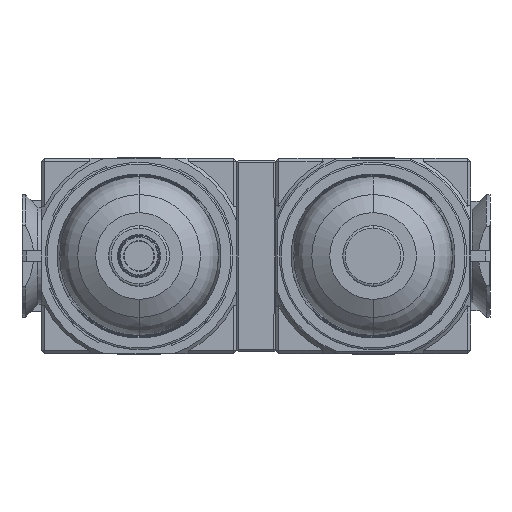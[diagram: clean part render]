
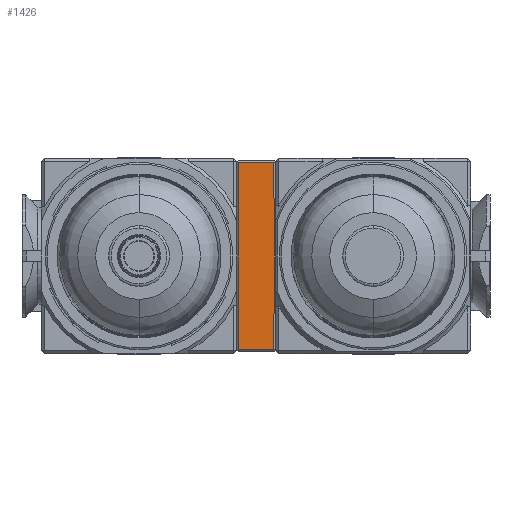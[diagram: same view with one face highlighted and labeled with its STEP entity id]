
A CAD part, front view. The second image highlights one B-rep face of the part: STEP entity #1426.
In plain terms, the highlighted planar face has unit normal (0, -1, 0).
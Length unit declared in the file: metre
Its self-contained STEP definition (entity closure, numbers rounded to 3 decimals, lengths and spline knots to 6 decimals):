
#1426=ADVANCED_FACE('88:94',(#4857),#4858,.F.);
#4857=FACE_OUTER_BOUND('',#10262,.T.);
#4858=PLANE('',#10263);
#10262=EDGE_LOOP('',(#25219,#25220,#25221,#25222,#25223,#25224));
#10263=AXIS2_PLACEMENT_3D('',#25225,#25226,#25227);
#25219=ORIENTED_EDGE('',*,*,#35038,.T.);
#25220=ORIENTED_EDGE('',*,*,#35063,.F.);
#25221=ORIENTED_EDGE('',*,*,#35064,.F.);
#25222=ORIENTED_EDGE('',*,*,#35065,.F.);
#25223=ORIENTED_EDGE('',*,*,#35052,.T.);
#25224=ORIENTED_EDGE('',*,*,#35043,.T.);
#25225=CARTESIAN_POINT('',(0.0316,-0.03108,0.030799));
#25226=DIRECTION('',(0.,1.0,0.));
#25227=DIRECTION('',(0.,0.,-1.0));
#35038=EDGE_CURVE('88:514',#43980,#43981,#43982,.F.);
#35043=EDGE_CURVE('88:520',#43988,#43980,#43989,.T.);
#35052=EDGE_CURVE('88:517',#44001,#43988,#44002,.T.);
#35063=EDGE_CURVE('88:370',#44018,#43981,#44019,.F.);
#35064=EDGE_CURVE('88:364',#44020,#44018,#44021,.T.);
#35065=EDGE_CURVE('88:346',#44001,#44020,#44022,.T.);
#43980=VERTEX_POINT('',#59088);
#43981=VERTEX_POINT('',#59089);
#43982=LINE('',#59090,#59091);
#43988=VERTEX_POINT('',#59101);
#43989=LINE('',#59102,#59103);
#44001=VERTEX_POINT('',#59123);
#44002=LINE('',#59124,#59125);
#44018=VERTEX_POINT('',#59157);
#44019=LINE('',#59158,#59159);
#44020=VERTEX_POINT('',#59160);
#44021=LINE('',#59161,#59162);
#44022=LINE('',#59163,#59164);
#59088=CARTESIAN_POINT('',(0.032162,-0.03108,0.03024));
#59089=CARTESIAN_POINT('',(0.03203,-0.03108,0.));
#59090=CARTESIAN_POINT('',(0.032097,-0.03108,0.015464));
#59091=VECTOR('',#70620,1.);
#59101=CARTESIAN_POINT('',(0.043538,-0.03108,0.03024));
#59102=CARTESIAN_POINT('',(0.0316,-0.03108,0.03024));
#59103=VECTOR('',#70625,1.0);
#59123=CARTESIAN_POINT('',(0.04367,-0.03108,0.));
#59124=CARTESIAN_POINT('',(0.043535,-0.03108,0.030825));
#59125=VECTOR('',#70634,1.);
#59157=CARTESIAN_POINT('',(0.032162,-0.03108,-0.03024));
#59158=CARTESIAN_POINT('',(0.032097,-0.03108,-0.015464));
#59159=VECTOR('',#70648,1.);
#59160=CARTESIAN_POINT('',(0.043538,-0.03108,-0.03024));
#59161=CARTESIAN_POINT('',(0.0316,-0.03108,-0.03024));
#59162=VECTOR('',#70649,1.0);
#59163=CARTESIAN_POINT('',(0.043535,-0.03108,-0.030825));
#59164=VECTOR('',#70650,1.);
#70620=DIRECTION('',(0.004,0.,1.));
#70625=DIRECTION('',(-1.0,0.,0.0));
#70634=DIRECTION('',(-0.004,0.,1.));
#70648=DIRECTION('',(0.004,0.,-1.));
#70649=DIRECTION('',(-1.0,0.,0.0));
#70650=DIRECTION('',(-0.004,0.,-1.));
